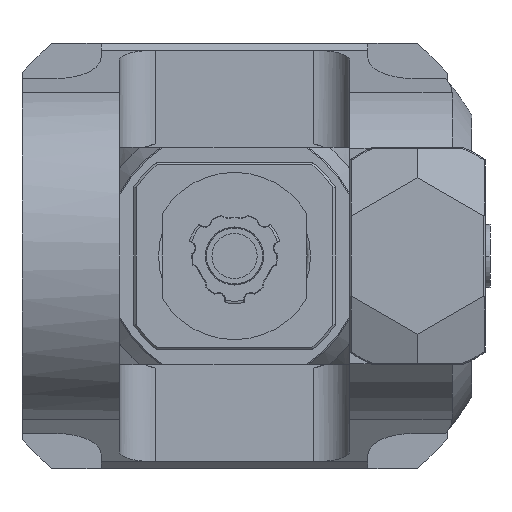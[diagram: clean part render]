
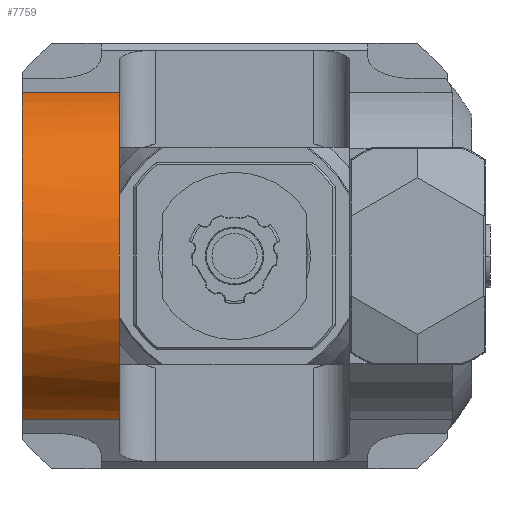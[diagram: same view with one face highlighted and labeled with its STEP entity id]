
A CAD part, left-side view. The second image highlights one B-rep face of the part: STEP entity #7759.
In plain terms, the highlighted cylindrical face has radius 37.5 mm (diameter 75 mm), a partial arc.
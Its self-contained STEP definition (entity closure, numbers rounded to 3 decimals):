
#318=CARTESIAN_POINT('',(-72.,47.,0.));
#319=DIRECTION('',(0.,-1.,0.));
#320=DIRECTION('',(-0.264,0.,0.965));
#321=AXIS2_PLACEMENT_3D('',#318,#319,#320);
#500=DIRECTION('',(0.,1.,0.));
#501=VECTOR('',#500,21.5);
#502=CARTESIAN_POINT('',(-81.897,25.5,36.17));
#503=LINE('',#502,#501);
#644=CARTESIAN_POINT('',(-72.,25.5,0.));
#645=DIRECTION('',(0.,-1.,0.));
#646=DIRECTION('',(-0.264,0.,0.965));
#647=AXIS2_PLACEMENT_3D('',#644,#645,#646);
#669=CARTESIAN_POINT('',(-72.,25.5,0.));
#670=DIRECTION('',(0.,-1.,0.));
#671=DIRECTION('',(-0.93,0.,-0.368));
#672=AXIS2_PLACEMENT_3D('',#669,#670,#671);
#769=DIRECTION('',(0.,1.,0.));
#770=VECTOR('',#769,21.5);
#771=CARTESIAN_POINT('',(-81.897,25.5,-36.17));
#772=LINE('',#771,#770);
#773=CARTESIAN_POINT('',(-72.,25.5,0.));
#774=DIRECTION('',(0.,-1.,0.));
#775=DIRECTION('',(-0.93,0.,0.368));
#776=AXIS2_PLACEMENT_3D('',#773,#774,#775);
#6024=CARTESIAN_POINT('',(-81.897,47.,36.17));
#6025=CARTESIAN_POINT('',(-81.897,47.,-36.17));
#6026=VERTEX_POINT('',#6024);
#6027=VERTEX_POINT('',#6025);
#6054=CARTESIAN_POINT('',(-81.897,25.5,-36.17));
#6055=VERTEX_POINT('',#6054);
#6058=CARTESIAN_POINT('',(-81.897,25.5,36.17));
#6059=VERTEX_POINT('',#6058);
#6276=CARTESIAN_POINT('',(-106.864,25.5,13.811));
#6277=CARTESIAN_POINT('',(-106.864,25.5,-13.811));
#6278=VERTEX_POINT('',#6276);
#6279=VERTEX_POINT('',#6277);
#7745=CARTESIAN_POINT('',(-72.,-73.2,0.));
#7746=DIRECTION('',(0.,-1.,0.));
#7747=DIRECTION('',(0.,0.,-1.));
#7748=AXIS2_PLACEMENT_3D('',#7745,#7746,#7747);
#7749=CYLINDRICAL_SURFACE('',#7748,37.5);
#7750=ORIENTED_EDGE('',*,*,#7648,.T.);
#7752=ORIENTED_EDGE('',*,*,#7751,.T.);
#7753=ORIENTED_EDGE('',*,*,#7335,.F.);
#7754=ORIENTED_EDGE('',*,*,#7486,.F.);
#7755=ORIENTED_EDGE('',*,*,#7628,.T.);
#7756=ORIENTED_EDGE('',*,*,#7731,.T.);
#7757=EDGE_LOOP('',(#7750,#7752,#7753,#7754,#7755,#7756));
#7758=FACE_OUTER_BOUND('',#7757,.F.);
#7759=ADVANCED_FACE('',(#7758),#7749,.T.);
#322=CIRCLE('',#321,37.5);
#648=CIRCLE('',#647,37.5);
#673=CIRCLE('',#672,37.5);
#777=CIRCLE('',#776,37.5);
#7335=EDGE_CURVE('',#6026,#6027,#322,.T.);
#7486=EDGE_CURVE('',#6059,#6026,#503,.T.);
#7628=EDGE_CURVE('',#6059,#6278,#648,.T.);
#7648=EDGE_CURVE('',#6279,#6055,#673,.T.);
#7731=EDGE_CURVE('',#6278,#6279,#777,.T.);
#7751=EDGE_CURVE('',#6055,#6027,#772,.T.);
